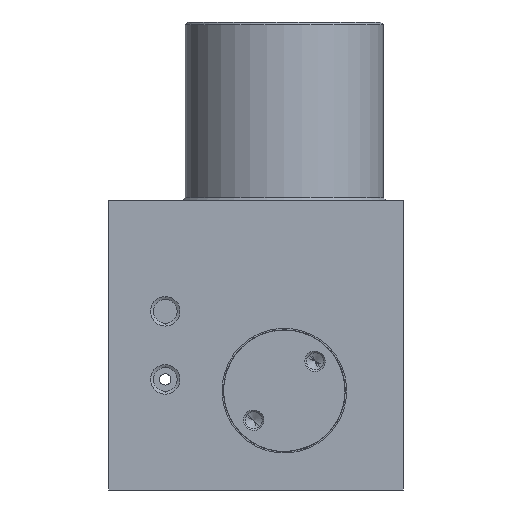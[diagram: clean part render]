
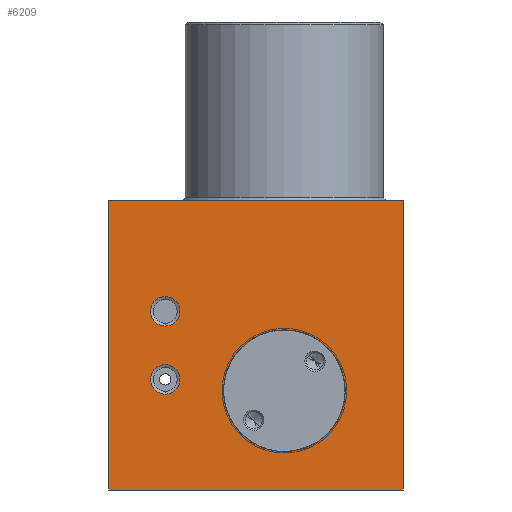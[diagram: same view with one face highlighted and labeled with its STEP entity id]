
A CAD part, left-side view. The second image highlights one B-rep face of the part: STEP entity #6209.
In plain terms, the highlighted planar face has unit normal (-1, 0, 0).
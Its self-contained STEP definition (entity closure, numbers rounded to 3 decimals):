
#262 = AXIS2_PLACEMENT_3D ( 'NONE', #6874, #6873, #6872 ) ;
#348 = AXIS2_PLACEMENT_3D ( 'NONE', #1258, #1257, #1256 ) ;
#352 = AXIS2_PLACEMENT_3D ( 'NONE', #1266, #1265, #1264 ) ;
#401 = ORIENTED_EDGE ( 'NONE', *, *, #8233, .F. ) ;
#415 = ORIENTED_EDGE ( 'NONE', *, *, #7429, .T. ) ;
#445 = ORIENTED_EDGE ( 'NONE', *, *, #7766, .F. ) ;
#447 = ORIENTED_EDGE ( 'NONE', *, *, #7944, .F. ) ;
#475 = ORIENTED_EDGE ( 'NONE', *, *, #7867, .T. ) ;
#521 = ORIENTED_EDGE ( 'NONE', *, *, #7703, .T. ) ;
#554 = ORIENTED_EDGE ( 'NONE', *, *, #7790, .F. ) ;
#867 = ORIENTED_EDGE ( 'NONE', *, *, #7670, .F. ) ;
#870 = ORIENTED_EDGE ( 'NONE', *, *, #7437, .T. ) ;
#1005 = ORIENTED_EDGE ( 'NONE', *, *, #7946, .F. ) ;
#1252 = DIRECTION ( 'NONE',  ( 0., 1., 0. ) ) ;
#1256 = DIRECTION ( 'NONE',  ( 0., 0., 1. ) ) ;
#1257 = DIRECTION ( 'NONE',  ( -1., 0., 0. ) ) ;
#1258 = CARTESIAN_POINT ( 'NONE',  ( -30.282, 38.052, -9.75 ) ) ;
#1264 = DIRECTION ( 'NONE',  ( 0., 0., 1. ) ) ;
#1265 = DIRECTION ( 'NONE',  ( -1., 0., 0. ) ) ;
#1266 = CARTESIAN_POINT ( 'NONE',  ( -30.282, 38.052, -21.75 ) ) ;
#1310 = CARTESIAN_POINT ( 'NONE',  ( -30.282, 48.052, -41.25 ) ) ;
#1318 = CARTESIAN_POINT ( 'NONE',  ( -30.282, 48.052, 9.75 ) ) ;
#1325 = DIRECTION ( 'NONE',  ( 0., 1., 0. ) ) ;
#1358 = CARTESIAN_POINT ( 'NONE',  ( -30.282, -3.948, 9.75 ) ) ;
#1389 = DIRECTION ( 'NONE',  ( 0., 0., -1. ) ) ;
#1454 = CARTESIAN_POINT ( 'NONE',  ( -30.282, 38.052, -7.15 ) ) ;
#1481 = CARTESIAN_POINT ( 'NONE',  ( -30.282, 38.052, -19.15 ) ) ;
#1486 = CARTESIAN_POINT ( 'NONE',  ( -30.282, 48.052, 9.75 ) ) ;
#1554 = CARTESIAN_POINT ( 'NONE',  ( -30.282, 6.302, -23.75 ) ) ;
#1631 = FACE_OUTER_BOUND ( 'NONE', #5378, .T. ) ;
#1633 = FACE_BOUND ( 'NONE', #5252, .T. ) ;
#1638 = FACE_BOUND ( 'NONE', #5386, .T. ) ;
#1772 = FACE_BOUND ( 'NONE', #5247, .T. ) ;
#2276 = CIRCLE ( 'NONE', #262, 2.6 ) ;
#2537 = CIRCLE ( 'NONE', #348, 2.6 ) ;
#2539 = CIRCLE ( 'NONE', #352, 2.6 ) ;
#2562 = VECTOR ( 'NONE', #1325, 1000. ) ;
#2567 = LINE ( 'NONE', #1318, #2562 ) ;
#2602 = VECTOR ( 'NONE', #1389, 1000. ) ;
#2614 = LINE ( 'NONE', #1358, #2602 ) ;
#2618 = VECTOR ( 'NONE', #1252, 1000. ) ;
#2620 = LINE ( 'NONE', #1310, #2618 ) ;
#2644 = VECTOR ( 'NONE', #2837, 1000. ) ;
#2649 = LINE ( 'NONE', #2845, #2644 ) ;
#2682 = CIRCLE ( 'NONE', #7167, 2.6 ) ;
#2727 = CIRCLE ( 'NONE', #7182, 10.75 ) ;
#2735 = CIRCLE ( 'NONE', #8198, 10.75 ) ;
#2837 = DIRECTION ( 'NONE',  ( 0., 0., -1. ) ) ;
#2845 = CARTESIAN_POINT ( 'NONE',  ( -30.282, 48.052, 9.75 ) ) ;
#2891 = DIRECTION ( 'NONE',  ( 0., 0., 1. ) ) ;
#2892 = DIRECTION ( 'NONE',  ( -1., 0., 0. ) ) ;
#2893 = CARTESIAN_POINT ( 'NONE',  ( -30.282, 38.052, -9.75 ) ) ;
#2985 = DIRECTION ( 'NONE',  ( 0., 1., 0. ) ) ;
#2987 = DIRECTION ( 'NONE',  ( 1., 0., 0. ) ) ;
#2988 = CARTESIAN_POINT ( 'NONE',  ( -30.282, 17.052, -23.75 ) ) ;
#3003 = DIRECTION ( 'NONE',  ( 0., 1., 0. ) ) ;
#3004 = DIRECTION ( 'NONE',  ( 1., 0., 0. ) ) ;
#3006 = CARTESIAN_POINT ( 'NONE',  ( -30.282, 17.052, -23.75 ) ) ;
#4347 = CARTESIAN_POINT ( 'NONE',  ( -30.282, 48.052, -41.25 ) ) ;
#4652 = CARTESIAN_POINT ( 'NONE',  ( -30.282, 38.052, -12.35 ) ) ;
#4660 = CARTESIAN_POINT ( 'NONE',  ( -30.282, 38.052, -24.35 ) ) ;
#4695 = CARTESIAN_POINT ( 'NONE',  ( -30.282, 27.802, -23.75 ) ) ;
#4777 = CARTESIAN_POINT ( 'NONE',  ( -30.282, -3.948, 9.75 ) ) ;
#4780 = CARTESIAN_POINT ( 'NONE',  ( -30.282, -3.948, -41.25 ) ) ;
#5247 = EDGE_LOOP ( 'NONE', ( #870, #415 ) ) ;
#5252 = EDGE_LOOP ( 'NONE', ( #1005, #867 ) ) ;
#5349 = VERTEX_POINT ( 'NONE', #1486 ) ;
#5378 = EDGE_LOOP ( 'NONE', ( #445, #554, #475, #521 ) ) ;
#5386 = EDGE_LOOP ( 'NONE', ( #447, #401 ) ) ;
#5443 = VERTEX_POINT ( 'NONE', #1554 ) ;
#5501 = VERTEX_POINT ( 'NONE', #1481 ) ;
#5503 = VERTEX_POINT ( 'NONE', #1454 ) ;
#5612 = VERTEX_POINT ( 'NONE', #4780 ) ;
#5659 = VERTEX_POINT ( 'NONE', #4777 ) ;
#5693 = VERTEX_POINT ( 'NONE', #4347 ) ;
#5786 = VERTEX_POINT ( 'NONE', #4660 ) ;
#5793 = VERTEX_POINT ( 'NONE', #4652 ) ;
#5821 = VERTEX_POINT ( 'NONE', #4695 ) ;
#6209 = ADVANCED_FACE ( 'NONE', ( #1638, #1633, #1772, #1631 ), #6637, .F. ) ;
#6625 = DIRECTION ( 'NONE',  ( 0., 0., 1. ) ) ;
#6626 = DIRECTION ( 'NONE',  ( 1., 0., 0. ) ) ;
#6628 = CARTESIAN_POINT ( 'NONE',  ( -30.282, 48.052, 9.75 ) ) ;
#6637 = PLANE ( 'NONE',  #8440 ) ;
#6872 = DIRECTION ( 'NONE',  ( 0., 0., 1. ) ) ;
#6873 = DIRECTION ( 'NONE',  ( -1., 0., 0. ) ) ;
#6874 = CARTESIAN_POINT ( 'NONE',  ( -30.282, 38.052, -21.75 ) ) ;
#7167 = AXIS2_PLACEMENT_3D ( 'NONE', #2893, #2892, #2891 ) ;
#7182 = AXIS2_PLACEMENT_3D ( 'NONE', #2988, #2987, #2985 ) ;
#7429 = EDGE_CURVE ( 'NONE', #5443, #5821, #2735, .T. ) ;
#7437 = EDGE_CURVE ( 'NONE', #5821, #5443, #2727, .T. ) ;
#7670 = EDGE_CURVE ( 'NONE', #5503, #5793, #2682, .T. ) ;
#7703 = EDGE_CURVE ( 'NONE', #5349, #5693, #2649, .T. ) ;
#7766 = EDGE_CURVE ( 'NONE', #5612, #5693, #2620, .T. ) ;
#7790 = EDGE_CURVE ( 'NONE', #5659, #5612, #2614, .T. ) ;
#7867 = EDGE_CURVE ( 'NONE', #5659, #5349, #2567, .T. ) ;
#7944 = EDGE_CURVE ( 'NONE', #5786, #5501, #2539, .T. ) ;
#7946 = EDGE_CURVE ( 'NONE', #5793, #5503, #2537, .T. ) ;
#8198 = AXIS2_PLACEMENT_3D ( 'NONE', #3006, #3004, #3003 ) ;
#8233 = EDGE_CURVE ( 'NONE', #5501, #5786, #2276, .T. ) ;
#8440 = AXIS2_PLACEMENT_3D ( 'NONE', #6628, #6626, #6625 ) ;
